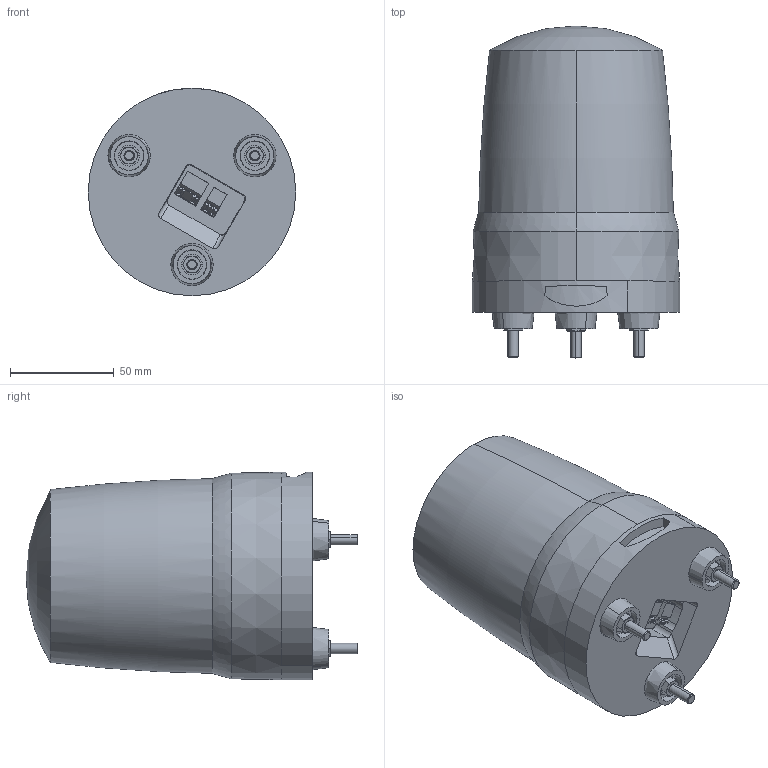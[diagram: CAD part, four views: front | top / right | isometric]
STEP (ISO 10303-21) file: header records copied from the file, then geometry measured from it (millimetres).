
FILE_DESCRIPTION (( 'STEP AP203' ), '1' );
FILE_NAME ('SKH-M2TB-Y.step', '2025-02-24T17:19:39', ( '' ), ( '' ), 'SwSTEP 2.0', 'SolidWorks 2024', '' );
FILE_SCHEMA (( 'CONFIG_CONTROL_DESIGN' ));
Length unit declared in the file: millimetre
Products named in the file (1): SKH-M2TB-Y
Bounding box: 100 x 160 x 100 mm (x, y, z)
Volume: 895705.4 mm3; surface area: 57628.6 mm2
Topology: 1 solids, 1 shells, 270 faces, 669 edges, 423 vertices
Faces by surface type: plane 146, bspline 74, cylinder 25, cone 14, torus 10, sphere 1
Entity records: 8579 total; most frequent: CARTESIAN_POINT 2833, ORIENTED_EDGE 1334, DIRECTION 955, EDGE_CURVE 667, VERTEX_POINT 422, VECTOR 379, LINE 379, EDGE_LOOP 293
